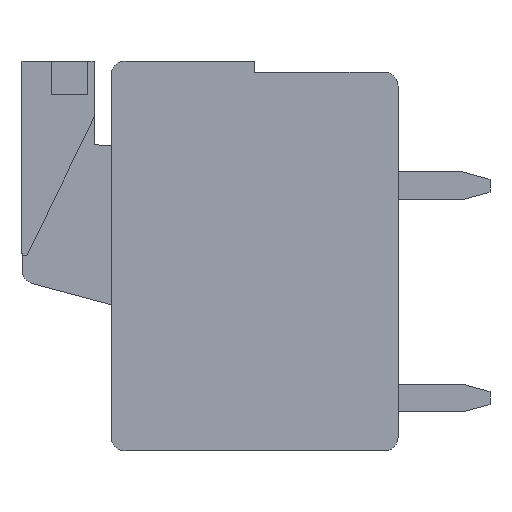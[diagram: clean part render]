
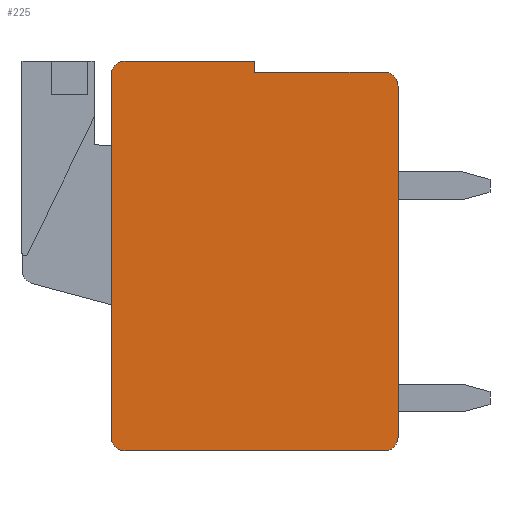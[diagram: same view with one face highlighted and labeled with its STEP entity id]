
A CAD part, left-side view. The second image highlights one B-rep face of the part: STEP entity #225.
In plain terms, the highlighted planar face has unit normal (-1, 0, 0).
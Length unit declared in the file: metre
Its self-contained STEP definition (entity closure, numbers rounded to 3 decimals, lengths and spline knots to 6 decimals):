
#225 = ADVANCED_FACE( '', ( #702 ), #703, .F. );
#702 = FACE_OUTER_BOUND( '', #1286, .T. );
#703 = PLANE( '', #1287 );
#1286 = EDGE_LOOP( '', ( #3106, #3107, #3108, #3109, #3110, #3111, #3112, #3113, #3114, #3115 ) );
#1287 = AXIS2_PLACEMENT_3D( '', #3116, #3117, #3118 );
#3106 = ORIENTED_EDGE( '', *, *, #4513, .F. );
#3107 = ORIENTED_EDGE( '', *, *, #4514, .F. );
#3108 = ORIENTED_EDGE( '', *, *, #4515, .F. );
#3109 = ORIENTED_EDGE( '', *, *, #4516, .F. );
#3110 = ORIENTED_EDGE( '', *, *, #4517, .F. );
#3111 = ORIENTED_EDGE( '', *, *, #4518, .F. );
#3112 = ORIENTED_EDGE( '', *, *, #4519, .F. );
#3113 = ORIENTED_EDGE( '', *, *, #4520, .F. );
#3114 = ORIENTED_EDGE( '', *, *, #4521, .F. );
#3115 = ORIENTED_EDGE( '', *, *, #4507, .F. );
#3116 = CARTESIAN_POINT( '', ( -0.015243, -0.0098, 0.0131 ) );
#3117 = DIRECTION( '', ( 1., 0., 0. ) );
#3118 = DIRECTION( '', ( 0., 1., 0. ) );
#4507 = EDGE_CURVE( '', #5702, #5704, #5705, .T. );
#4513 = EDGE_CURVE( '', #5715, #5702, #5716, .T. );
#4514 = EDGE_CURVE( '', #5717, #5715, #5718, .T. );
#4515 = EDGE_CURVE( '', #5719, #5717, #5720, .T. );
#4516 = EDGE_CURVE( '', #5721, #5719, #5722, .T. );
#4517 = EDGE_CURVE( '', #5723, #5721, #5724, .T. );
#4518 = EDGE_CURVE( '', #5725, #5723, #5726, .T. );
#4519 = EDGE_CURVE( '', #5727, #5725, #5728, .T. );
#4520 = EDGE_CURVE( '', #5729, #5727, #5730, .T. );
#4521 = EDGE_CURVE( '', #5704, #5729, #5731, .T. );
#5702 = VERTEX_POINT( '', #7537 );
#5704 = VERTEX_POINT( '', #7540 );
#5705 = LINE( '', #7541, #7542 );
#5715 = VERTEX_POINT( '', #7557 );
#5716 = CIRCLE( '', #7558, 0.0005 );
#5717 = VERTEX_POINT( '', #7559 );
#5718 = LINE( '', #7560, #7561 );
#5719 = VERTEX_POINT( '', #7562 );
#5720 = LINE( '', #7563, #7564 );
#5721 = VERTEX_POINT( '', #7565 );
#5722 = LINE( '', #7566, #7567 );
#5723 = VERTEX_POINT( '', #7568 );
#5724 = CIRCLE( '', #7569, 0.0005 );
#5725 = VERTEX_POINT( '', #7570 );
#5726 = LINE( '', #7571, #7572 );
#5727 = VERTEX_POINT( '', #7573 );
#5728 = CIRCLE( '', #7574, 0.0005 );
#5729 = VERTEX_POINT( '', #7575 );
#5730 = LINE( '', #7576, #7577 );
#5731 = CIRCLE( '', #7578, 0.0005 );
#7537 = CARTESIAN_POINT( '', ( -0.015243, -0.0103, 0.0131 ) );
#7540 = CARTESIAN_POINT( '', ( -0.015243, -0.0103, 0.0005 ) );
#7541 = CARTESIAN_POINT( '', ( -0.015243, -0.0103, 0.0131 ) );
#7542 = VECTOR( '', #8735, 1. );
#7557 = CARTESIAN_POINT( '', ( -0.015243, -0.0098, 0.0136 ) );
#7558 = AXIS2_PLACEMENT_3D( '', #8741, #8742, #8743 );
#7559 = CARTESIAN_POINT( '', ( -0.015243, -0.00515, 0.0136 ) );
#7560 = CARTESIAN_POINT( '', ( -0.015243, -0.00515, 0.0136 ) );
#7561 = VECTOR( '', #8744, 1. );
#7562 = CARTESIAN_POINT( '', ( -0.015243, -0.00515, 0.014 ) );
#7563 = CARTESIAN_POINT( '', ( -0.015243, -0.00515, 0.014 ) );
#7564 = VECTOR( '', #8745, 1. );
#7565 = CARTESIAN_POINT( '', ( -0.015243, -0.0005, 0.014 ) );
#7566 = CARTESIAN_POINT( '', ( -0.015243, -0.0005, 0.014 ) );
#7567 = VECTOR( '', #8746, 1. );
#7568 = CARTESIAN_POINT( '', ( -0.015243, 0., 0.0135 ) );
#7569 = AXIS2_PLACEMENT_3D( '', #8747, #8748, #8749 );
#7570 = CARTESIAN_POINT( '', ( -0.015243, 0., 0.0005 ) );
#7571 = CARTESIAN_POINT( '', ( -0.015243, 0., 0.0005 ) );
#7572 = VECTOR( '', #8750, 1. );
#7573 = CARTESIAN_POINT( '', ( -0.015243, -0.0005, 0. ) );
#7574 = AXIS2_PLACEMENT_3D( '', #8751, #8752, #8753 );
#7575 = CARTESIAN_POINT( '', ( -0.015243, -0.0098, 0. ) );
#7576 = CARTESIAN_POINT( '', ( -0.015243, -0.0098, 0. ) );
#7577 = VECTOR( '', #8754, 1. );
#7578 = AXIS2_PLACEMENT_3D( '', #8755, #8756, #8757 );
#8735 = DIRECTION( '', ( 0., 0., -1. ) );
#8741 = CARTESIAN_POINT( '', ( -0.015243, -0.0098, 0.0131 ) );
#8742 = DIRECTION( '', ( 1., 0., 0. ) );
#8743 = DIRECTION( '', ( 0., 1., 0. ) );
#8744 = DIRECTION( '', ( 0., -1., 0. ) );
#8745 = DIRECTION( '', ( 0., 0., -1. ) );
#8746 = DIRECTION( '', ( 0., -1., 0. ) );
#8747 = CARTESIAN_POINT( '', ( -0.015243, -0.0005, 0.0135 ) );
#8748 = DIRECTION( '', ( 1., 0., 0. ) );
#8749 = DIRECTION( '', ( 0., 1., 0. ) );
#8750 = DIRECTION( '', ( 0., 0., 1. ) );
#8751 = CARTESIAN_POINT( '', ( -0.015243, -0.0005, 0.0005 ) );
#8752 = DIRECTION( '', ( 1., 0., 0. ) );
#8753 = DIRECTION( '', ( 0., -1., 0. ) );
#8754 = DIRECTION( '', ( 0., 1., 0. ) );
#8755 = CARTESIAN_POINT( '', ( -0.015243, -0.0098, 0.0005 ) );
#8756 = DIRECTION( '', ( 1., 0., 0. ) );
#8757 = DIRECTION( '', ( 0., 1., 0. ) );
